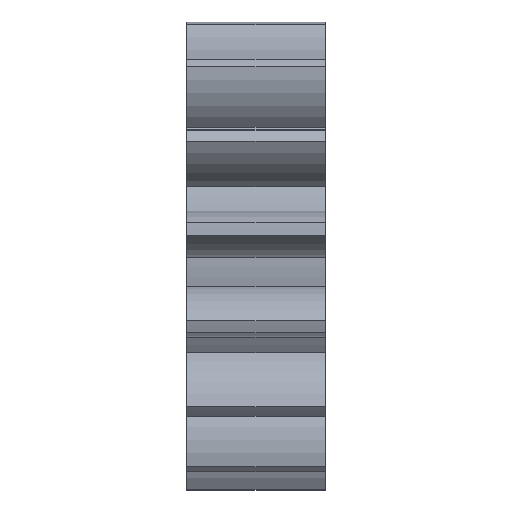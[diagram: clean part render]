
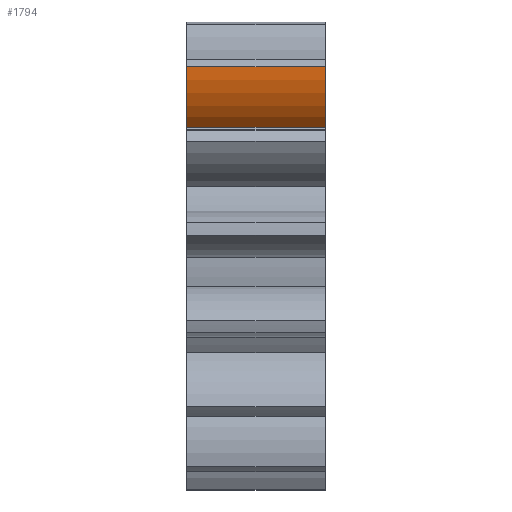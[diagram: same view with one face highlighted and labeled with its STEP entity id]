
A CAD part, top view. The second image highlights one B-rep face of the part: STEP entity #1794.
In plain terms, the highlighted cylindrical face has radius 6 mm (diameter 12 mm), a partial arc.
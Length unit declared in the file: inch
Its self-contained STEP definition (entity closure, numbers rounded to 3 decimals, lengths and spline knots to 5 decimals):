
#26 = CARTESIAN_POINT ( 'NONE',  ( -0.3805, 0.40654, 0.40501 ) ) ;
#48 = CARTESIAN_POINT ( 'NONE',  ( -0.3805, 0.57545, 0.23988 ) ) ;
#59 = AXIS2_PLACEMENT_3D ( 'NONE', #162, #2222, #904 ) ;
#141 = ORIENTED_EDGE ( 'NONE', *, *, #1197, .F. ) ;
#145 = EDGE_CURVE ( 'NONE', #1653, #1868, #1390, .T. ) ;
#162 = CARTESIAN_POINT ( 'NONE',  ( -0.3805, 0.57545, 0.23988 ) ) ;
#275 = CIRCLE ( 'NONE', #2288, 0.23622 ) ;
#307 = VERTEX_POINT ( 'NONE', #1354 ) ;
#371 = EDGE_LOOP ( 'NONE', ( #535, #141, #2246, #2294 ) ) ;
#535 = ORIENTED_EDGE ( 'NONE', *, *, #1870, .F. ) ;
#602 = DIRECTION ( 'NONE',  ( 1., 0., 0. ) ) ;
#724 = VECTOR ( 'NONE', #602, 39.37008 ) ;
#739 = VERTEX_POINT ( 'NONE', #2291 ) ;
#820 = CARTESIAN_POINT ( 'NONE',  ( 0.0132, 0.57545, 0.23988 ) ) ;
#904 = DIRECTION ( 'NONE',  ( 0., 0., -1. ) ) ;
#979 = DIRECTION ( 'NONE',  ( 1., 0., 0. ) ) ;
#1187 = EDGE_CURVE ( 'NONE', #1868, #307, #1885, .T. ) ;
#1197 = EDGE_CURVE ( 'NONE', #1653, #739, #1410, .T. ) ;
#1232 = VECTOR ( 'NONE', #979, 39.37008 ) ;
#1354 = CARTESIAN_POINT ( 'NONE',  ( 0.0132, 0.40654, 0.40501 ) ) ;
#1390 = CIRCLE ( 'NONE', #59, 0.23622 ) ;
#1410 = LINE ( 'NONE', #1883, #724 ) ;
#1436 = DIRECTION ( 'NONE',  ( 0., 0., -1. ) ) ;
#1653 = VERTEX_POINT ( 'NONE', #2174 ) ;
#1794 = ADVANCED_FACE ( 'NONE', ( #1859 ), #2258, .T. ) ;
#1859 = FACE_OUTER_BOUND ( 'NONE', #371, .T. ) ;
#1868 = VERTEX_POINT ( 'NONE', #2100 ) ;
#1870 = EDGE_CURVE ( 'NONE', #739, #307, #275, .T. ) ;
#1883 = CARTESIAN_POINT ( 'NONE',  ( -0.3805, 0.57841, 0.47608 ) ) ;
#1885 = LINE ( 'NONE', #26, #1232 ) ;
#1910 = DIRECTION ( 'NONE',  ( 1., 0., 0. ) ) ;
#2100 = CARTESIAN_POINT ( 'NONE',  ( -0.3805, 0.40654, 0.40501 ) ) ;
#2112 = DIRECTION ( 'NONE',  ( 1., 0., 0. ) ) ;
#2174 = CARTESIAN_POINT ( 'NONE',  ( -0.3805, 0.57841, 0.47608 ) ) ;
#2222 = DIRECTION ( 'NONE',  ( 1., 0., 0. ) ) ;
#2246 = ORIENTED_EDGE ( 'NONE', *, *, #145, .T. ) ;
#2258 = CYLINDRICAL_SURFACE ( 'NONE', #2418, 0.23622 ) ;
#2288 = AXIS2_PLACEMENT_3D ( 'NONE', #820, #2112, #1436 ) ;
#2291 = CARTESIAN_POINT ( 'NONE',  ( 0.0132, 0.57841, 0.47608 ) ) ;
#2294 = ORIENTED_EDGE ( 'NONE', *, *, #1187, .T. ) ;
#2312 = DIRECTION ( 'NONE',  ( 0., 0., -1. ) ) ;
#2418 = AXIS2_PLACEMENT_3D ( 'NONE', #48, #1910, #2312 ) ;
